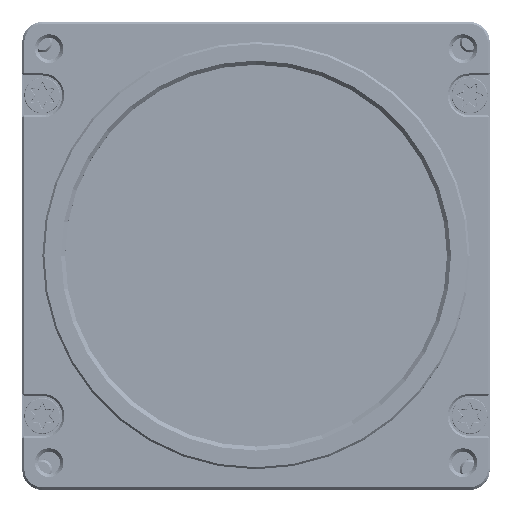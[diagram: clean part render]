
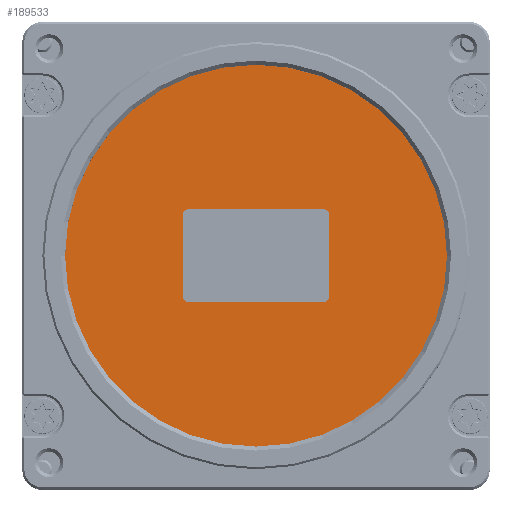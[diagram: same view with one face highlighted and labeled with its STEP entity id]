
A CAD part, top view. The second image highlights one B-rep face of the part: STEP entity #189533.
In plain terms, the highlighted planar face has unit normal (0, 0, 1).
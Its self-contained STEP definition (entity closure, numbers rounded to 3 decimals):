
#754 = VERTEX_POINT ( 'NONE', #393061 ) ;
#5773 = ORIENTED_EDGE ( 'NONE', *, *, #32736, .F. ) ;
#7344 = ORIENTED_EDGE ( 'NONE', *, *, #459045, .T. ) ;
#13469 = VERTEX_POINT ( 'NONE', #188558 ) ;
#17560 = CARTESIAN_POINT ( 'NONE',  ( 11., 0., 2.23 ) ) ;
#23943 = VERTEX_POINT ( 'NONE', #192285 ) ;
#32736 = EDGE_CURVE ( 'NONE', #434315, #23943, #395032, .T. ) ;
#32757 = VERTEX_POINT ( 'NONE', #370559 ) ;
#44405 = VERTEX_POINT ( 'NONE', #395575 ) ;
#46683 = DIRECTION ( 'NONE',  ( -1., 0., 0. ) ) ;
#63484 = CARTESIAN_POINT ( 'NONE',  ( 0., 0., 2.23 ) ) ;
#64077 = CARTESIAN_POINT ( 'NONE',  ( -10., -6., 2.23 ) ) ;
#73908 = CIRCLE ( 'NONE', #351940, 28.6 ) ;
#79700 = DIRECTION ( 'NONE',  ( 0., 0., 1. ) ) ;
#81108 = CARTESIAN_POINT ( 'NONE',  ( 0., 0., 2.23 ) ) ;
#101638 = ORIENTED_EDGE ( 'NONE', *, *, #169390, .F. ) ;
#103068 = ORIENTED_EDGE ( 'NONE', *, *, #185095, .T. ) ;
#106960 = DIRECTION ( 'NONE',  ( 1., 0., 0. ) ) ;
#107546 = DIRECTION ( 'NONE',  ( 1., 0., 0. ) ) ;
#118925 = VERTEX_POINT ( 'NONE', #263656 ) ;
#122798 = DIRECTION ( 'NONE',  ( 0., 0., 1. ) ) ;
#140292 = LINE ( 'NONE', #17560, #370502 ) ;
#140339 = LINE ( 'NONE', #352350, #241891 ) ;
#145491 = DIRECTION ( 'NONE',  ( 0., 0., 1. ) ) ;
#148618 = ORIENTED_EDGE ( 'NONE', *, *, #240697, .F. ) ;
#151181 = EDGE_CURVE ( 'NONE', #13469, #519940, #508977, .T. ) ;
#154442 = FACE_BOUND ( 'NONE', #370884, .T. ) ;
#169390 = EDGE_CURVE ( 'NONE', #118925, #434315, #231923, .T. ) ;
#177320 = VECTOR ( 'NONE', #46683, 1000. ) ;
#185095 = EDGE_CURVE ( 'NONE', #463635, #231139, #196914, .T. ) ;
#186285 = CARTESIAN_POINT ( 'NONE',  ( -11., -6., 2.23 ) ) ;
#188558 = CARTESIAN_POINT ( 'NONE',  ( 10., 7., 2.23 ) ) ;
#189533 = ADVANCED_FACE ( 'NONE', ( #154442, #519709 ), #211752, .T. ) ;
#192285 = CARTESIAN_POINT ( 'NONE',  ( -10., -7., 2.23 ) ) ;
#196914 = CIRCLE ( 'NONE', #458314, 28.6 ) ;
#205418 = AXIS2_PLACEMENT_3D ( 'NONE', #338984, #79700, #382522 ) ;
#211752 = PLANE ( 'NONE',  #475583 ) ;
#223848 = DIRECTION ( 'NONE',  ( 0., 0., 1. ) ) ;
#224583 = EDGE_LOOP ( 'NONE', ( #7344, #103068 ) ) ;
#231139 = VERTEX_POINT ( 'NONE', #302615 ) ;
#231923 = LINE ( 'NONE', #279286, #461922 ) ;
#233959 = DIRECTION ( 'NONE',  ( 0., -1., 0. ) ) ;
#238625 = ORIENTED_EDGE ( 'NONE', *, *, #455940, .F. ) ;
#240697 = EDGE_CURVE ( 'NONE', #44405, #13469, #250941, .T. ) ;
#241891 = VECTOR ( 'NONE', #307052, 1000. ) ;
#245492 = CARTESIAN_POINT ( 'NONE',  ( -28.6, 0., 2.23 ) ) ;
#249327 = DIRECTION ( 'NONE',  ( 0., 0., 1. ) ) ;
#250941 = CIRCLE ( 'NONE', #205418, 1. ) ;
#258043 = CIRCLE ( 'NONE', #269551, 1. ) ;
#263656 = CARTESIAN_POINT ( 'NONE',  ( -11., 6., 2.23 ) ) ;
#269551 = AXIS2_PLACEMENT_3D ( 'NONE', #508419, #249327, #551936 ) ;
#279286 = CARTESIAN_POINT ( 'NONE',  ( -11., 0., 2.23 ) ) ;
#301851 = AXIS2_PLACEMENT_3D ( 'NONE', #404646, #145491, #448160 ) ;
#302615 = CARTESIAN_POINT ( 'NONE',  ( 28.6, 0., 2.23 ) ) ;
#305879 = CARTESIAN_POINT ( 'NONE',  ( 0., 7., 2.23 ) ) ;
#307052 = DIRECTION ( 'NONE',  ( 1., 0., 0. ) ) ;
#309931 = CARTESIAN_POINT ( 'NONE',  ( -10., 7., 2.23 ) ) ;
#318537 = CIRCLE ( 'NONE', #301851, 1. ) ;
#325090 = EDGE_CURVE ( 'NONE', #23943, #32757, #140339, .T. ) ;
#333892 = ORIENTED_EDGE ( 'NONE', *, *, #325090, .F. ) ;
#335624 = AXIS2_PLACEMENT_3D ( 'NONE', #64077, #366825, #107546 ) ;
#336870 = ORIENTED_EDGE ( 'NONE', *, *, #526219, .F. ) ;
#338984 = CARTESIAN_POINT ( 'NONE',  ( 10., 6., 2.23 ) ) ;
#351940 = AXIS2_PLACEMENT_3D ( 'NONE', #63484, #366259, #106960 ) ;
#352350 = CARTESIAN_POINT ( 'NONE',  ( 0., -7., 2.23 ) ) ;
#360388 = ORIENTED_EDGE ( 'NONE', *, *, #151181, .F. ) ;
#366259 = DIRECTION ( 'NONE',  ( 0., 0., 1. ) ) ;
#366825 = DIRECTION ( 'NONE',  ( 0., 0., 1. ) ) ;
#370502 = VECTOR ( 'NONE', #446957, 1000. ) ;
#370559 = CARTESIAN_POINT ( 'NONE',  ( 10., -7., 2.23 ) ) ;
#370884 = EDGE_LOOP ( 'NONE', ( #552137, #333892, #5773, #101638, #336870, #360388, #148618, #238625 ) ) ;
#382522 = DIRECTION ( 'NONE',  ( 1., 0., 0. ) ) ;
#393061 = CARTESIAN_POINT ( 'NONE',  ( 11., -6., 2.23 ) ) ;
#395032 = CIRCLE ( 'NONE', #335624, 1. ) ;
#395575 = CARTESIAN_POINT ( 'NONE',  ( 11., 6., 2.23 ) ) ;
#404646 = CARTESIAN_POINT ( 'NONE',  ( 10., -6., 2.23 ) ) ;
#434315 = VERTEX_POINT ( 'NONE', #186285 ) ;
#446957 = DIRECTION ( 'NONE',  ( 0., 1., 0. ) ) ;
#448160 = DIRECTION ( 'NONE',  ( 1., 0., 0. ) ) ;
#455940 = EDGE_CURVE ( 'NONE', #754, #44405, #140292, .T. ) ;
#458314 = AXIS2_PLACEMENT_3D ( 'NONE', #482846, #223848, #526480 ) ;
#459045 = EDGE_CURVE ( 'NONE', #231139, #463635, #73908, .T. ) ;
#461922 = VECTOR ( 'NONE', #233959, 1000. ) ;
#463635 = VERTEX_POINT ( 'NONE', #245492 ) ;
#475583 = AXIS2_PLACEMENT_3D ( 'NONE', #81108, #122798, #514365 ) ;
#482846 = CARTESIAN_POINT ( 'NONE',  ( 0., 0., 2.23 ) ) ;
#508419 = CARTESIAN_POINT ( 'NONE',  ( -10., 6., 2.23 ) ) ;
#508977 = LINE ( 'NONE', #305879, #177320 ) ;
#514365 = DIRECTION ( 'NONE',  ( 1., 0., 0. ) ) ;
#519709 = FACE_OUTER_BOUND ( 'NONE', #224583, .T. ) ;
#519940 = VERTEX_POINT ( 'NONE', #309931 ) ;
#526219 = EDGE_CURVE ( 'NONE', #519940, #118925, #258043, .T. ) ;
#526480 = DIRECTION ( 'NONE',  ( 1., 0., 0. ) ) ;
#542770 = EDGE_CURVE ( 'NONE', #32757, #754, #318537, .T. ) ;
#551936 = DIRECTION ( 'NONE',  ( 1., 0., 0. ) ) ;
#552137 = ORIENTED_EDGE ( 'NONE', *, *, #542770, .F. ) ;
